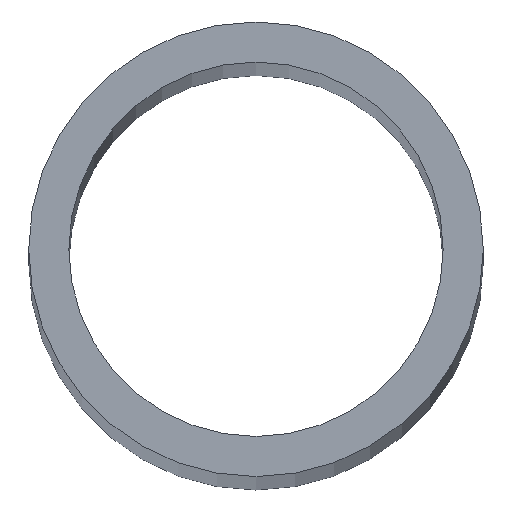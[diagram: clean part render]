
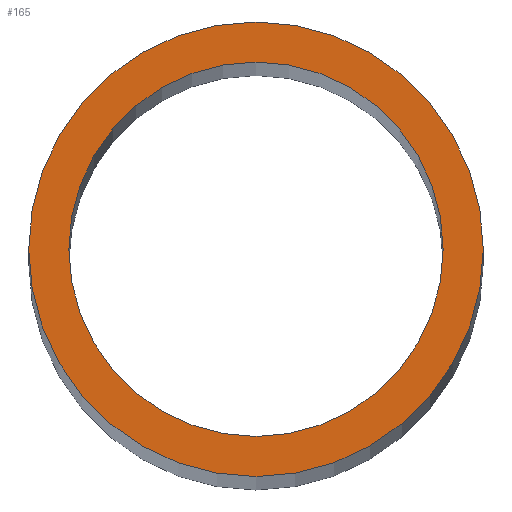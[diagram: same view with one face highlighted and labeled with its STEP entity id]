
A CAD part, top view. The second image highlights one B-rep face of the part: STEP entity #165.
In plain terms, the highlighted planar face has unit normal (0, 0, 1).
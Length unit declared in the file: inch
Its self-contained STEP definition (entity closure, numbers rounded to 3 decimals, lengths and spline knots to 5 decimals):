
#4 = CARTESIAN_POINT ( 'NONE',  ( -5.25, 0., 216. ) ) ;
#17 = CARTESIAN_POINT ( 'NONE',  ( 6.375, 0., 216. ) ) ;
#30 = EDGE_CURVE ( 'NONE', #58, #250, #172, .T. ) ;
#32 = CARTESIAN_POINT ( 'NONE',  ( 0., 0., 216. ) ) ;
#35 = EDGE_CURVE ( 'NONE', #115, #99, #89, .T. ) ;
#37 = ORIENTED_EDGE ( 'NONE', *, *, #128, .T. ) ;
#39 = CARTESIAN_POINT ( 'NONE',  ( 0., 0., 216. ) ) ;
#43 = AXIS2_PLACEMENT_3D ( 'NONE', #39, #161, #181 ) ;
#54 = EDGE_LOOP ( 'NONE', ( #194, #196 ) ) ;
#58 = VERTEX_POINT ( 'NONE', #120 ) ;
#60 = AXIS2_PLACEMENT_3D ( 'NONE', #32, #112, #251 ) ;
#77 = CARTESIAN_POINT ( 'NONE',  ( 0., 0., 216. ) ) ;
#89 = CIRCLE ( 'NONE', #224, 6.375 ) ;
#97 = EDGE_CURVE ( 'NONE', #250, #58, #116, .T. ) ;
#99 = VERTEX_POINT ( 'NONE', #17 ) ;
#101 = DIRECTION ( 'NONE',  ( 1., 0., 0. ) ) ;
#112 = DIRECTION ( 'NONE',  ( 0., 0., 1. ) ) ;
#114 = ORIENTED_EDGE ( 'NONE', *, *, #35, .T. ) ;
#115 = VERTEX_POINT ( 'NONE', #202 ) ;
#116 = CIRCLE ( 'NONE', #152, 5.25 ) ;
#120 = CARTESIAN_POINT ( 'NONE',  ( 5.25, 0., 216. ) ) ;
#128 = EDGE_CURVE ( 'NONE', #99, #115, #163, .T. ) ;
#133 = EDGE_LOOP ( 'NONE', ( #114, #37 ) ) ;
#137 = DIRECTION ( 'NONE',  ( 0., 0., 1. ) ) ;
#142 = PLANE ( 'NONE',  #43 ) ;
#147 = CARTESIAN_POINT ( 'NONE',  ( 0., 0., 216. ) ) ;
#152 = AXIS2_PLACEMENT_3D ( 'NONE', #147, #166, #101 ) ;
#161 = DIRECTION ( 'NONE',  ( 0., 0., 1. ) ) ;
#162 = FACE_BOUND ( 'NONE', #54, .T. ) ;
#163 = CIRCLE ( 'NONE', #186, 6.375 ) ;
#165 = ADVANCED_FACE ( 'NONE', ( #218, #162 ), #142, .T. ) ;
#166 = DIRECTION ( 'NONE',  ( 0., 0., 1. ) ) ;
#172 = CIRCLE ( 'NONE', #60, 5.25 ) ;
#180 = DIRECTION ( 'NONE',  ( 0., 0., 1. ) ) ;
#181 = DIRECTION ( 'NONE',  ( 1., 0., 0. ) ) ;
#186 = AXIS2_PLACEMENT_3D ( 'NONE', #241, #180, #204 ) ;
#194 = ORIENTED_EDGE ( 'NONE', *, *, #97, .F. ) ;
#196 = ORIENTED_EDGE ( 'NONE', *, *, #30, .F. ) ;
#202 = CARTESIAN_POINT ( 'NONE',  ( -6.375, 0., 216. ) ) ;
#204 = DIRECTION ( 'NONE',  ( 1., 0., 0. ) ) ;
#215 = DIRECTION ( 'NONE',  ( 1., 0., 0. ) ) ;
#218 = FACE_OUTER_BOUND ( 'NONE', #133, .T. ) ;
#224 = AXIS2_PLACEMENT_3D ( 'NONE', #77, #137, #215 ) ;
#241 = CARTESIAN_POINT ( 'NONE',  ( 0., 0., 216. ) ) ;
#250 = VERTEX_POINT ( 'NONE', #4 ) ;
#251 = DIRECTION ( 'NONE',  ( 1., 0., 0. ) ) ;
